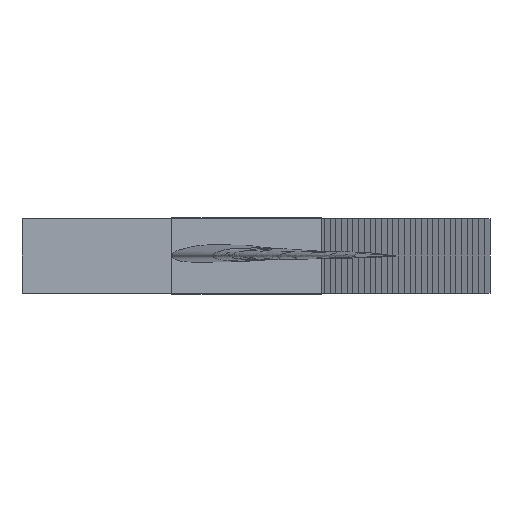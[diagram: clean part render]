
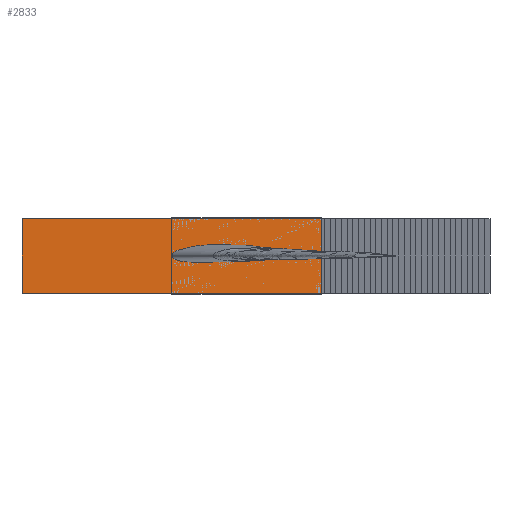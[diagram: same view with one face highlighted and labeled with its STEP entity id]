
A CAD part, front view. The second image highlights one B-rep face of the part: STEP entity #2833.
In plain terms, the highlighted planar face has unit normal (0, -1, 0).
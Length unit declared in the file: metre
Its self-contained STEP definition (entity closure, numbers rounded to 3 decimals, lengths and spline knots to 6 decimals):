
#2833 = ADVANCED_FACE('',(#2834),#2848,.T.);
#2834 = FACE_BOUND('',#2835,.T.);
#2835 = EDGE_LOOP('',(#2836,#2859,#2875,#2891));
#2836 = ORIENTED_EDGE('',*,*,#2837,.F.);
#2837 = EDGE_CURVE('',#2838,#2840,#2842,.T.);
#2838 = VERTEX_POINT('',#2839);
#2839 = CARTESIAN_POINT('',(-0.0118,-0.0025,-0.001475));
#2840 = VERTEX_POINT('',#2841);
#2841 = CARTESIAN_POINT('',(-0.0118,-0.0025,0.001475));
#2842 = SURFACE_CURVE('',#2843,(#2847),.PCURVE_S1.);
#2843 = LINE('',#2844,#2845);
#2844 = CARTESIAN_POINT('',(-0.0118,-0.0025,0.));
#2845 = VECTOR('',#2846,0.001);
#2846 = DIRECTION('',(-0.,0.,1.));
#2847 = PCURVE('',#2848,#2853);
#2848 = PLANE('',#2849);
#2849 = AXIS2_PLACEMENT_3D('',#2850,#2851,#2852);
#2850 = CARTESIAN_POINT('',(-0.0059,-0.0025,0.));
#2851 = DIRECTION('',(0.,-1.,0.));
#2852 = DIRECTION('',(1.,0.,0.));
#2853 = DEFINITIONAL_REPRESENTATION('',(#2854),#2858);
#2854 = LINE('',#2855,#2856);
#2855 = CARTESIAN_POINT('',(-0.006,0.));
#2856 = VECTOR('',#2857,1.);
#2857 = DIRECTION('',(0.,1.));
#2858 = ( GEOMETRIC_REPRESENTATION_CONTEXT(2) 
PARAMETRIC_REPRESENTATION_CONTEXT() REPRESENTATION_CONTEXT('2D SPACE',''
  ) );
#2859 = ORIENTED_EDGE('',*,*,#2860,.T.);
#2860 = EDGE_CURVE('',#2838,#2861,#2863,.T.);
#2861 = VERTEX_POINT('',#2862);
#2862 = CARTESIAN_POINT('',(0.,-0.0025,-0.001475));
#2863 = SURFACE_CURVE('',#2864,(#2868),.PCURVE_S1.);
#2864 = LINE('',#2865,#2866);
#2865 = CARTESIAN_POINT('',(-0.0059,-0.0025,-0.001475));
#2866 = VECTOR('',#2867,0.001);
#2867 = DIRECTION('',(1.,0.,0.));
#2868 = PCURVE('',#2848,#2869);
#2869 = DEFINITIONAL_REPRESENTATION('',(#2870),#2874);
#2870 = LINE('',#2871,#2872);
#2871 = CARTESIAN_POINT('',(0.,-0.001));
#2872 = VECTOR('',#2873,1.);
#2873 = DIRECTION('',(1.,0.));
#2874 = ( GEOMETRIC_REPRESENTATION_CONTEXT(2) 
PARAMETRIC_REPRESENTATION_CONTEXT() REPRESENTATION_CONTEXT('2D SPACE',''
  ) );
#2875 = ORIENTED_EDGE('',*,*,#2876,.T.);
#2876 = EDGE_CURVE('',#2861,#2877,#2879,.T.);
#2877 = VERTEX_POINT('',#2878);
#2878 = CARTESIAN_POINT('',(0.,-0.0025,0.001475));
#2879 = SURFACE_CURVE('',#2880,(#2884),.PCURVE_S1.);
#2880 = LINE('',#2881,#2882);
#2881 = CARTESIAN_POINT('',(0.,-0.0025,0.));
#2882 = VECTOR('',#2883,0.001);
#2883 = DIRECTION('',(-0.,0.,1.));
#2884 = PCURVE('',#2848,#2885);
#2885 = DEFINITIONAL_REPRESENTATION('',(#2886),#2890);
#2886 = LINE('',#2887,#2888);
#2887 = CARTESIAN_POINT('',(0.006,0.));
#2888 = VECTOR('',#2889,1.);
#2889 = DIRECTION('',(0.,1.));
#2890 = ( GEOMETRIC_REPRESENTATION_CONTEXT(2) 
PARAMETRIC_REPRESENTATION_CONTEXT() REPRESENTATION_CONTEXT('2D SPACE',''
  ) );
#2891 = ORIENTED_EDGE('',*,*,#2892,.F.);
#2892 = EDGE_CURVE('',#2840,#2877,#2893,.T.);
#2893 = SURFACE_CURVE('',#2894,(#2898),.PCURVE_S1.);
#2894 = LINE('',#2895,#2896);
#2895 = CARTESIAN_POINT('',(-0.0059,-0.0025,0.001475));
#2896 = VECTOR('',#2897,0.001);
#2897 = DIRECTION('',(1.,0.,0.));
#2898 = PCURVE('',#2848,#2899);
#2899 = DEFINITIONAL_REPRESENTATION('',(#2900),#2904);
#2900 = LINE('',#2901,#2902);
#2901 = CARTESIAN_POINT('',(0.,0.001));
#2902 = VECTOR('',#2903,1.);
#2903 = DIRECTION('',(1.,0.));
#2904 = ( GEOMETRIC_REPRESENTATION_CONTEXT(2) 
PARAMETRIC_REPRESENTATION_CONTEXT() REPRESENTATION_CONTEXT('2D SPACE',''
  ) );
